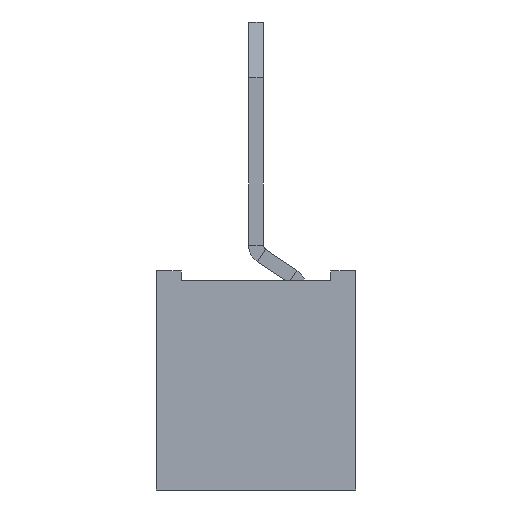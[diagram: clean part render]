
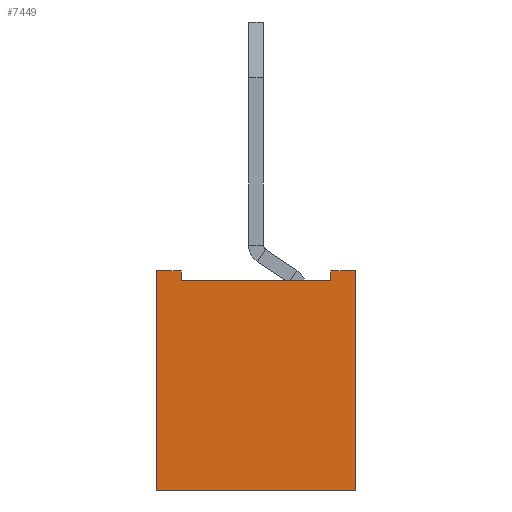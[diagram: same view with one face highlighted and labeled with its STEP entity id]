
A CAD part, left-side view. The second image highlights one B-rep face of the part: STEP entity #7449.
In plain terms, the highlighted planar face has unit normal (-1, 0, 0).
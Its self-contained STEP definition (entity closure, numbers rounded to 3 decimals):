
#156 = VERTEX_POINT ( 'NONE', #9614 ) ;
#223 = VERTEX_POINT ( 'NONE', #13073 ) ;
#244 = PLANE ( 'NONE',  #4202 ) ;
#401 = CARTESIAN_POINT ( 'NONE',  ( 17.85, 0., 2.2 ) ) ;
#723 = ORIENTED_EDGE ( 'NONE', *, *, #4298, .F. ) ;
#888 = EDGE_CURVE ( 'NONE', #11755, #156, #10795, .T. ) ;
#893 = ORIENTED_EDGE ( 'NONE', *, *, #1352, .F. ) ;
#966 = VECTOR ( 'NONE', #5862, 1000. ) ;
#1011 = VERTEX_POINT ( 'NONE', #13404 ) ;
#1177 = DIRECTION ( 'NONE',  ( 0., -1., 0. ) ) ;
#1352 = EDGE_CURVE ( 'NONE', #5772, #7531, #2577, .T. ) ;
#1930 = CARTESIAN_POINT ( 'NONE',  ( 17.85, 0.75, 2.1 ) ) ;
#2042 = VERTEX_POINT ( 'NONE', #5479 ) ;
#2360 = CARTESIAN_POINT ( 'NONE',  ( 17.85, 12.281, 87. ) ) ;
#2435 = ORIENTED_EDGE ( 'NONE', *, *, #10915, .T. ) ;
#2577 = LINE ( 'NONE', #401, #12534 ) ;
#3065 = DIRECTION ( 'NONE',  ( 0., 0., -1. ) ) ;
#3195 = VECTOR ( 'NONE', #12748, 1000. ) ;
#3217 = ORIENTED_EDGE ( 'NONE', *, *, #5549, .F. ) ;
#3282 = EDGE_CURVE ( 'NONE', #156, #1011, #4808, .T. ) ;
#3309 = VECTOR ( 'NONE', #7777, 1000. ) ;
#3412 = LINE ( 'NONE', #7833, #12224 ) ;
#3506 = CARTESIAN_POINT ( 'NONE',  ( 17.85, -0.75, 2.2 ) ) ;
#3924 = EDGE_CURVE ( 'NONE', #2042, #5772, #8827, .T. ) ;
#4202 = AXIS2_PLACEMENT_3D ( 'NONE', #2360, #13234, #10981 ) ;
#4298 = EDGE_CURVE ( 'NONE', #7531, #223, #3412, .T. ) ;
#4808 = LINE ( 'NONE', #5725, #966 ) ;
#5283 = LINE ( 'NONE', #1930, #3195 ) ;
#5479 = CARTESIAN_POINT ( 'NONE',  ( 17.85, -0.75, 2.1 ) ) ;
#5549 = EDGE_CURVE ( 'NONE', #8817, #2042, #5283, .T. ) ;
#5725 = CARTESIAN_POINT ( 'NONE',  ( 17.85, 0., 2.2 ) ) ;
#5772 = VERTEX_POINT ( 'NONE', #12945 ) ;
#5862 = DIRECTION ( 'NONE',  ( 0., -1., 0. ) ) ;
#5910 = CARTESIAN_POINT ( 'NONE',  ( 17.85, 1., 0. ) ) ;
#6356 = EDGE_LOOP ( 'NONE', ( #893, #6543, #3217, #13448, #10570, #13180, #2435, #723 ) ) ;
#6503 = CARTESIAN_POINT ( 'NONE',  ( 17.85, 12.281, 0. ) ) ;
#6543 = ORIENTED_EDGE ( 'NONE', *, *, #3924, .F. ) ;
#7218 = EDGE_CURVE ( 'NONE', #1011, #8817, #12409, .T. ) ;
#7449 = ADVANCED_FACE ( 'NONE', ( #11975 ), #244, .F. ) ;
#7531 = VERTEX_POINT ( 'NONE', #10204 ) ;
#7695 = DIRECTION ( 'NONE',  ( 0., 0., -1. ) ) ;
#7777 = DIRECTION ( 'NONE',  ( 0., 0., 1. ) ) ;
#7782 = DIRECTION ( 'NONE',  ( 0., 0., 1. ) ) ;
#7833 = CARTESIAN_POINT ( 'NONE',  ( 17.85, -1., 2.2 ) ) ;
#8558 = VECTOR ( 'NONE', #1177, 1000. ) ;
#8817 = VERTEX_POINT ( 'NONE', #12633 ) ;
#8819 = VECTOR ( 'NONE', #7782, 1000. ) ;
#8827 = LINE ( 'NONE', #3506, #8819 ) ;
#9614 = CARTESIAN_POINT ( 'NONE',  ( 17.85, 1., 2.2 ) ) ;
#10005 = DIRECTION ( 'NONE',  ( 0., -1., 0. ) ) ;
#10204 = CARTESIAN_POINT ( 'NONE',  ( 17.85, -1., 2.2 ) ) ;
#10570 = ORIENTED_EDGE ( 'NONE', *, *, #3282, .F. ) ;
#10789 = LINE ( 'NONE', #6503, #8558 ) ;
#10795 = LINE ( 'NONE', #11007, #3309 ) ;
#10915 = EDGE_CURVE ( 'NONE', #11755, #223, #10789, .T. ) ;
#10921 = VECTOR ( 'NONE', #3065, 1000. ) ;
#10981 = DIRECTION ( 'NONE',  ( 0., 1., 0. ) ) ;
#11007 = CARTESIAN_POINT ( 'NONE',  ( 17.85, 1., 2.2 ) ) ;
#11755 = VERTEX_POINT ( 'NONE', #5910 ) ;
#11975 = FACE_OUTER_BOUND ( 'NONE', #6356, .T. ) ;
#12224 = VECTOR ( 'NONE', #7695, 1000. ) ;
#12409 = LINE ( 'NONE', #12689, #10921 ) ;
#12534 = VECTOR ( 'NONE', #10005, 1000. ) ;
#12633 = CARTESIAN_POINT ( 'NONE',  ( 17.85, 0.75, 2.1 ) ) ;
#12689 = CARTESIAN_POINT ( 'NONE',  ( 17.85, 0.75, 2.2 ) ) ;
#12748 = DIRECTION ( 'NONE',  ( 0., -1., 0. ) ) ;
#12945 = CARTESIAN_POINT ( 'NONE',  ( 17.85, -0.75, 2.2 ) ) ;
#13073 = CARTESIAN_POINT ( 'NONE',  ( 17.85, -1., 0. ) ) ;
#13180 = ORIENTED_EDGE ( 'NONE', *, *, #888, .F. ) ;
#13234 = DIRECTION ( 'NONE',  ( 1., 0., 0. ) ) ;
#13404 = CARTESIAN_POINT ( 'NONE',  ( 17.85, 0.75, 2.2 ) ) ;
#13448 = ORIENTED_EDGE ( 'NONE', *, *, #7218, .F. ) ;
